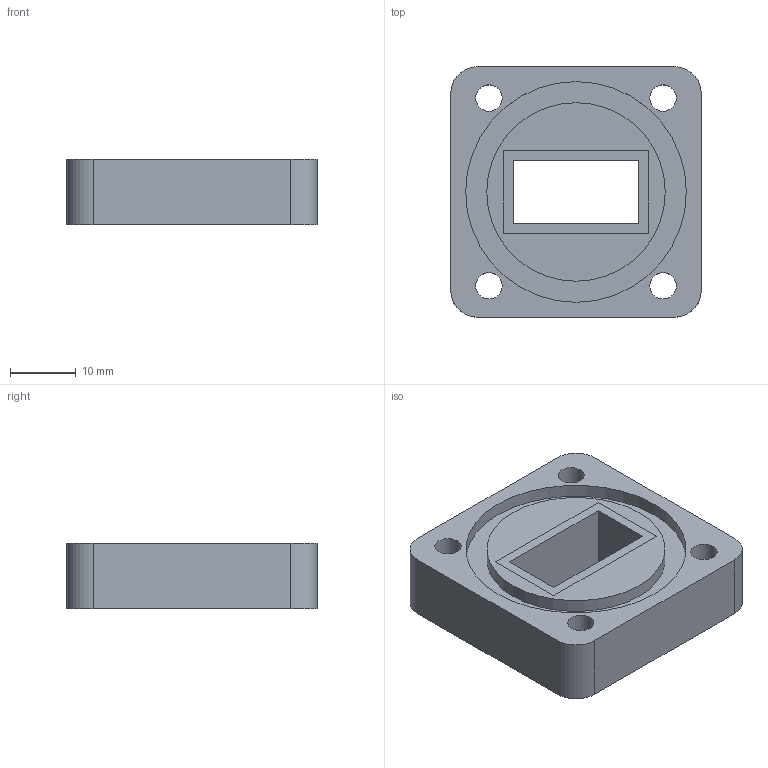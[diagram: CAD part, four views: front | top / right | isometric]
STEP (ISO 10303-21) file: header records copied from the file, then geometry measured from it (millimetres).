
FILE_DESCRIPTION (( 'STEP AP203' ), '1' );
FILE_NAME ('FMW75FS10-G_3D.step', '2022-04-12T15:35:37', ( '' ), ( '' ), 'SwSTEP 2.0', 'SolidWorks 2021', '' );
FILE_SCHEMA (( 'CONFIG_CONTROL_DESIGN' ));
Length unit declared in the file: inch
Products named in the file (1): FMW75FS10-G_3D
Bounding box: 38 x 38 x 10 mm (x, y, z)
Volume: 11376.3 mm3; surface area: 5303.3 mm2
Topology: 1 solids, 1 shells, 23 faces, 58 edges, 40 vertices
Faces by surface type: plane 13, cylinder 10
Full cylindrical faces by diameter (mm): 4 x4, 27.1 x1, 33.5 x1
Entity records: 773 total; most frequent: DIRECTION 120, CARTESIAN_POINT 116, ORIENTED_EDGE 104, EDGE_CURVE 52, AXIS2_PLACEMENT_3D 44, EDGE_LOOP 42, VERTEX_POINT 40, VECTOR 32
